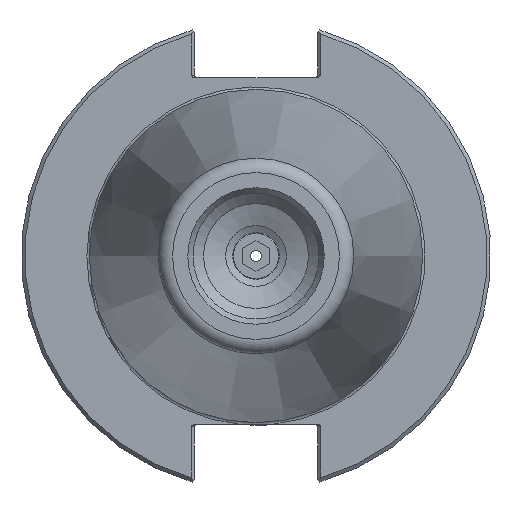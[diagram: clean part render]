
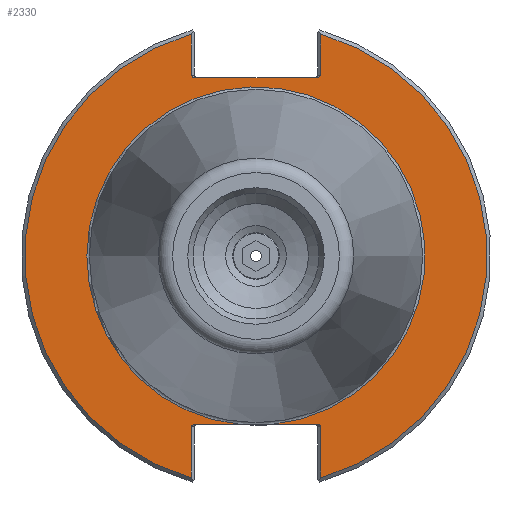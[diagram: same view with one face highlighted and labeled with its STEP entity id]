
A CAD part, left-side view. The second image highlights one B-rep face of the part: STEP entity #2330.
In plain terms, the highlighted planar face has unit normal (-1, 0, 0).
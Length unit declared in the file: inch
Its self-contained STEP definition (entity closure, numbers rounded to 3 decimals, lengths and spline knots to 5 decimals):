
#35=ELLIPSE('',#2484,0.02828,0.02);
#39=ELLIPSE('',#2493,0.02828,0.02);
#40=ELLIPSE('',#2497,0.02828,0.02);
#44=ELLIPSE('',#2506,0.02828,0.02);
#129=LINE('',#4521,#251);
#137=LINE('',#4553,#259);
#145=LINE('',#4584,#267);
#153=LINE('',#4616,#275);
#155=LINE('',#4641,#277);
#156=LINE('',#4643,#278);
#157=LINE('',#4645,#279);
#251=VECTOR('',#2859,0.33967);
#259=VECTOR('',#2885,0.42367);
#267=VECTOR('',#2909,0.42367);
#275=VECTOR('',#2935,0.33967);
#277=VECTOR('',#2947,0.36464);
#278=VECTOR('',#2950,1.00843);
#279=VECTOR('',#2953,0.36464);
#386=PLANE('',#2517);
#576=FACE_OUTER_BOUND('',#740,.T.);
#740=EDGE_LOOP('',(#1785,#1786,#1787,#1788,#1789,#1790,#1791,#1792,#1793,
#1794,#1795,#1796,#1797,#1798));
#890=CIRCLE('',#2515,1.395);
#892=CIRCLE('',#2518,1.9075);
#893=CIRCLE('',#2519,1.9075);
#1091=VERTEX_POINT('',#4506);
#1092=VERTEX_POINT('',#4508);
#1095=VERTEX_POINT('',#4520);
#1100=VERTEX_POINT('',#4538);
#1101=VERTEX_POINT('',#4540);
#1104=VERTEX_POINT('',#4552);
#1106=VERTEX_POINT('',#4560);
#1107=VERTEX_POINT('',#4561);
#1113=VERTEX_POINT('',#4580);
#1116=VERTEX_POINT('',#4594);
#1117=VERTEX_POINT('',#4596);
#1122=VERTEX_POINT('',#4612);
#1124=VERTEX_POINT('',#4624);
#1125=VERTEX_POINT('',#4625);
#1337=EDGE_CURVE('',#1091,#1092,#35,.T.);
#1342=EDGE_CURVE('',#1092,#1095,#129,.T.);
#1351=EDGE_CURVE('',#1100,#1101,#39,.T.);
#1356=EDGE_CURVE('',#1101,#1104,#137,.T.);
#1359=EDGE_CURVE('',#1106,#1107,#40,.T.);
#1370=EDGE_CURVE('',#1113,#1106,#145,.T.);
#1375=EDGE_CURVE('',#1116,#1117,#44,.T.);
#1384=EDGE_CURVE('',#1122,#1116,#153,.T.);
#1388=EDGE_CURVE('',#1124,#1125,#890,.T.);
#1390=EDGE_CURVE('',#1107,#1124,#155,.T.);
#1391=EDGE_CURVE('',#1095,#1113,#892,.T.);
#1392=EDGE_CURVE('',#1117,#1091,#156,.T.);
#1393=EDGE_CURVE('',#1104,#1122,#893,.T.);
#1394=EDGE_CURVE('',#1125,#1100,#157,.T.);
#1785=ORIENTED_EDGE('',*,*,#1388,.F.);
#1786=ORIENTED_EDGE('',*,*,#1390,.F.);
#1787=ORIENTED_EDGE('',*,*,#1359,.F.);
#1788=ORIENTED_EDGE('',*,*,#1370,.F.);
#1789=ORIENTED_EDGE('',*,*,#1391,.F.);
#1790=ORIENTED_EDGE('',*,*,#1342,.F.);
#1791=ORIENTED_EDGE('',*,*,#1337,.F.);
#1792=ORIENTED_EDGE('',*,*,#1392,.F.);
#1793=ORIENTED_EDGE('',*,*,#1375,.F.);
#1794=ORIENTED_EDGE('',*,*,#1384,.F.);
#1795=ORIENTED_EDGE('',*,*,#1393,.F.);
#1796=ORIENTED_EDGE('',*,*,#1356,.F.);
#1797=ORIENTED_EDGE('',*,*,#1351,.F.);
#1798=ORIENTED_EDGE('',*,*,#1394,.F.);
#2330=ADVANCED_FACE('',(#576),#386,.T.);
#2484=AXIS2_PLACEMENT_3D('',#4509,#2850,#2851);
#2493=AXIS2_PLACEMENT_3D('',#4541,#2876,#2877);
#2497=AXIS2_PLACEMENT_3D('',#4562,#2889,#2890);
#2506=AXIS2_PLACEMENT_3D('',#4597,#2917,#2918);
#2515=AXIS2_PLACEMENT_3D('',#4637,#2941,#2942);
#2517=AXIS2_PLACEMENT_3D('',#4640,#2945,#2946);
#2518=AXIS2_PLACEMENT_3D('',#4642,#2948,#2949);
#2519=AXIS2_PLACEMENT_3D('',#4644,#2951,#2952);
#2850=DIRECTION('center_axis',(-1.,0.,0.));
#2851=DIRECTION('ref_axis',(0.,-1.,0.));
#2859=DIRECTION('',(0.,0.,1.));
#2876=DIRECTION('center_axis',(-1.,0.,0.));
#2877=DIRECTION('ref_axis',(0.,1.,0.));
#2885=DIRECTION('',(0.,0.,-1.));
#2889=DIRECTION('center_axis',(-1.,0.,0.));
#2890=DIRECTION('ref_axis',(0.,-1.,0.));
#2909=DIRECTION('',(0.,0.,1.));
#2917=DIRECTION('center_axis',(-1.,0.,0.));
#2918=DIRECTION('ref_axis',(0.,1.,0.));
#2935=DIRECTION('',(0.,0.,-1.));
#2941=DIRECTION('center_axis',(-1.,0.,0.));
#2942=DIRECTION('ref_axis',(0.,-1.,0.));
#2945=DIRECTION('center_axis',(-1.,0.,0.));
#2946=DIRECTION('ref_axis',(0.,0.,1.));
#2947=DIRECTION('',(0.,1.,0.));
#2948=DIRECTION('center_axis',(1.,0.,0.));
#2949=DIRECTION('ref_axis',(0.,-1.,0.));
#2950=DIRECTION('',(0.,-1.,0.));
#2951=DIRECTION('center_axis',(1.,0.,0.));
#2952=DIRECTION('ref_axis',(0.,1.,0.));
#2953=DIRECTION('',(0.,1.,0.));
#4506=CARTESIAN_POINT('',(0.125,-0.50422,1.472));
#4508=CARTESIAN_POINT('',(0.125,-0.5325,1.492));
#4509=CARTESIAN_POINT('Origin',(0.125,-0.50422,1.492));
#4520=CARTESIAN_POINT('',(0.125,-0.5325,1.83167));
#4521=CARTESIAN_POINT('',(0.125,-0.5325,0.736));
#4538=CARTESIAN_POINT('',(0.125,0.50422,-1.388));
#4540=CARTESIAN_POINT('',(0.125,0.5325,-1.408));
#4541=CARTESIAN_POINT('Origin',(0.125,0.50422,-1.408));
#4552=CARTESIAN_POINT('',(0.125,0.5325,-1.83167));
#4553=CARTESIAN_POINT('',(0.125,0.5325,-0.694));
#4560=CARTESIAN_POINT('',(0.125,-0.5325,-1.408));
#4561=CARTESIAN_POINT('',(0.125,-0.50422,-1.388));
#4562=CARTESIAN_POINT('Origin',(0.125,-0.50422,-1.408));
#4580=CARTESIAN_POINT('',(0.125,-0.5325,-1.83167));
#4584=CARTESIAN_POINT('',(0.125,-0.5325,-0.694));
#4594=CARTESIAN_POINT('',(0.125,0.5325,1.492));
#4596=CARTESIAN_POINT('',(0.125,0.50422,1.472));
#4597=CARTESIAN_POINT('Origin',(0.125,0.50422,1.492));
#4612=CARTESIAN_POINT('',(0.125,0.5325,1.83167));
#4616=CARTESIAN_POINT('',(0.125,0.5325,0.736));
#4624=CARTESIAN_POINT('',(0.125,-0.13957,-1.388));
#4625=CARTESIAN_POINT('',(0.125,0.13957,-1.388));
#4637=CARTESIAN_POINT('Origin',(0.125,0.,0.));
#4640=CARTESIAN_POINT('Origin',(0.125,1.65625,0.));
#4641=CARTESIAN_POINT('',(0.125,0.82813,-1.388));
#4642=CARTESIAN_POINT('Origin',(0.125,0.,0.));
#4643=CARTESIAN_POINT('',(0.125,0.82813,1.472));
#4644=CARTESIAN_POINT('Origin',(0.125,0.,0.));
#4645=CARTESIAN_POINT('',(0.125,0.82813,-1.388));
